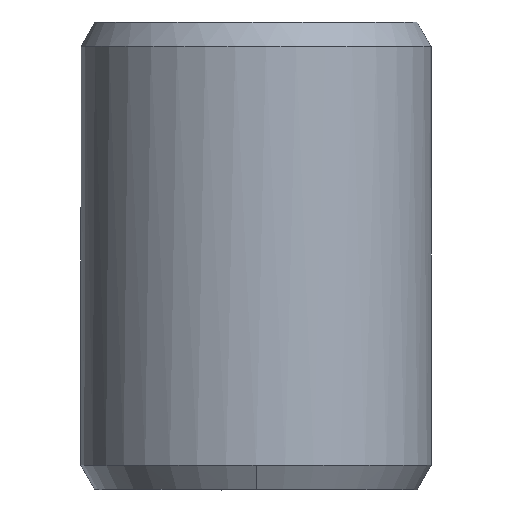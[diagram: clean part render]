
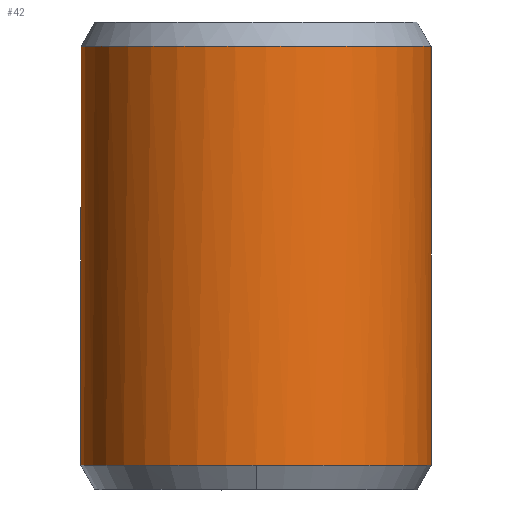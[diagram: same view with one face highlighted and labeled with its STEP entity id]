
A CAD part, top view. The second image highlights one B-rep face of the part: STEP entity #42.
In plain terms, the highlighted cylindrical face has radius 4.763 mm (diameter 9.525 mm), a partial arc.
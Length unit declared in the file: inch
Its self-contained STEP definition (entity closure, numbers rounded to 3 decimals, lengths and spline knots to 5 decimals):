
#12 = CARTESIAN_POINT ( 'NONE',  ( 0., 0.02598, 0. ) ) ;
#25 = VERTEX_POINT ( 'NONE', #199 ) ;
#36 = CIRCLE ( 'NONE', #363, 0.1875 ) ;
#42 = ADVANCED_FACE ( 'NONE', ( #286 ), #203, .T. ) ;
#58 = VECTOR ( 'NONE', #228, 39.37008 ) ;
#66 = ORIENTED_EDGE ( 'NONE', *, *, #322, .T. ) ;
#72 = DIRECTION ( 'NONE',  ( 0., -1., 0. ) ) ;
#79 = CARTESIAN_POINT ( 'NONE',  ( 0., 0.02598, 0. ) ) ;
#88 = EDGE_CURVE ( 'NONE', #160, #25, #446, .T. ) ;
#113 = DIRECTION ( 'NONE',  ( 0., 1., 0. ) ) ;
#134 = DIRECTION ( 'NONE',  ( 0., 0., -1. ) ) ;
#160 = VERTEX_POINT ( 'NONE', #399 ) ;
#164 = ORIENTED_EDGE ( 'NONE', *, *, #88, .T. ) ;
#179 = LINE ( 'NONE', #254, #206 ) ;
#186 = LINE ( 'NONE', #334, #58 ) ;
#188 = DIRECTION ( 'NONE',  ( 0., 1., 0. ) ) ;
#199 = CARTESIAN_POINT ( 'NONE',  ( -0.07292, 0.47402, -0.17274 ) ) ;
#203 = CYLINDRICAL_SURFACE ( 'NONE', #426, 0.1875 ) ;
#206 = VECTOR ( 'NONE', #328, 39.37008 ) ;
#209 = ORIENTED_EDGE ( 'NONE', *, *, #348, .T. ) ;
#225 = EDGE_CURVE ( 'NONE', #25, #412, #179, .T. ) ;
#228 = DIRECTION ( 'NONE',  ( 0., 1., 0. ) ) ;
#248 = AXIS2_PLACEMENT_3D ( 'NONE', #295, #72, #433 ) ;
#254 = CARTESIAN_POINT ( 'NONE',  ( -0.07292, 0.25, -0.17274 ) ) ;
#269 = CARTESIAN_POINT ( 'NONE',  ( 0.08376, 0.02598, -0.16775 ) ) ;
#274 = ORIENTED_EDGE ( 'NONE', *, *, #225, .T. ) ;
#277 = VERTEX_POINT ( 'NONE', #269 ) ;
#286 = FACE_OUTER_BOUND ( 'NONE', #305, .T. ) ;
#295 = CARTESIAN_POINT ( 'NONE',  ( 0., 0.47402, 0. ) ) ;
#305 = EDGE_LOOP ( 'NONE', ( #274, #340, #209, #66, #164 ) ) ;
#317 = CARTESIAN_POINT ( 'NONE',  ( 0., 0.5, 0. ) ) ;
#322 = EDGE_CURVE ( 'NONE', #277, #160, #186, .T. ) ;
#328 = DIRECTION ( 'NONE',  ( 0., -1., 0. ) ) ;
#334 = CARTESIAN_POINT ( 'NONE',  ( 0.08376, 0.25, -0.16775 ) ) ;
#339 = CARTESIAN_POINT ( 'NONE',  ( -0.07292, 0.02598, -0.17274 ) ) ;
#340 = ORIENTED_EDGE ( 'NONE', *, *, #391, .T. ) ;
#348 = EDGE_CURVE ( 'NONE', #438, #277, #384, .T. ) ;
#363 = AXIS2_PLACEMENT_3D ( 'NONE', #12, #113, #441 ) ;
#384 = CIRCLE ( 'NONE', #439, 0.1875 ) ;
#391 = EDGE_CURVE ( 'NONE', #412, #438, #36, .T. ) ;
#399 = CARTESIAN_POINT ( 'NONE',  ( 0.08376, 0.47402, -0.16775 ) ) ;
#412 = VERTEX_POINT ( 'NONE', #339 ) ;
#416 = CARTESIAN_POINT ( 'NONE',  ( 0., 0.02598, 0.1875 ) ) ;
#426 = AXIS2_PLACEMENT_3D ( 'NONE', #317, #458, #134 ) ;
#433 = DIRECTION ( 'NONE',  ( 0., 0., 1. ) ) ;
#435 = DIRECTION ( 'NONE',  ( 0., 0., 1. ) ) ;
#438 = VERTEX_POINT ( 'NONE', #416 ) ;
#439 = AXIS2_PLACEMENT_3D ( 'NONE', #79, #188, #435 ) ;
#441 = DIRECTION ( 'NONE',  ( 0., 0., 1. ) ) ;
#446 = CIRCLE ( 'NONE', #248, 0.1875 ) ;
#458 = DIRECTION ( 'NONE',  ( 0., -1., 0. ) ) ;
